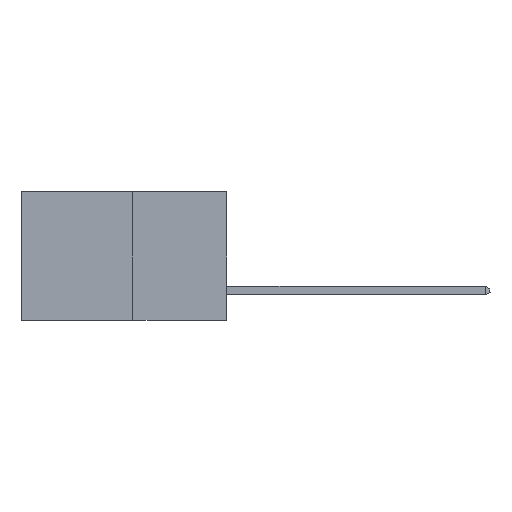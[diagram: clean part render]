
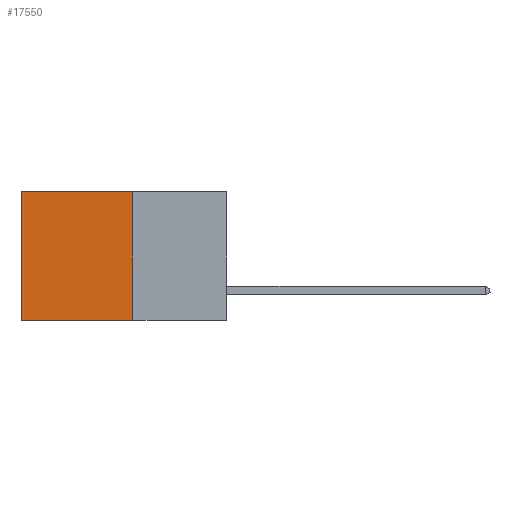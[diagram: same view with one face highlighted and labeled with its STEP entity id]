
A CAD part, left-side view. The second image highlights one B-rep face of the part: STEP entity #17550.
In plain terms, the highlighted planar face has unit normal (-1, 0, 0).
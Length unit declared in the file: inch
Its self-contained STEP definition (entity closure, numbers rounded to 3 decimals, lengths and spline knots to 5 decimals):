
#93 = CARTESIAN_POINT ( 'NONE',  ( 0.277, 0.59, 0. ) ) ;
#1052 = CARTESIAN_POINT ( 'NONE',  ( 0.277, 0.27, -0.37 ) ) ;
#1206 = LINE ( 'NONE', #1052, #15297 ) ;
#1432 = ORIENTED_EDGE ( 'NONE', *, *, #7477, .F. ) ;
#1526 = VERTEX_POINT ( 'NONE', #15190 ) ;
#1557 = VECTOR ( 'NONE', #16392, 39.37008 ) ;
#1598 = VERTEX_POINT ( 'NONE', #10010 ) ;
#1751 = CARTESIAN_POINT ( 'NONE',  ( 0.277, 0.27, -0.37 ) ) ;
#2325 = DIRECTION ( 'NONE',  ( 1., 0., 0. ) ) ;
#3118 = DIRECTION ( 'NONE',  ( 0., 0., -1. ) ) ;
#3583 = CARTESIAN_POINT ( 'NONE',  ( 0.277, 0.27, 0. ) ) ;
#3616 = PLANE ( 'NONE',  #12968 ) ;
#5598 = VERTEX_POINT ( 'NONE', #93 ) ;
#5803 = ORIENTED_EDGE ( 'NONE', *, *, #15073, .T. ) ;
#7061 = ORIENTED_EDGE ( 'NONE', *, *, #8667, .T. ) ;
#7477 = EDGE_CURVE ( 'NONE', #15418, #1598, #7858, .T. ) ;
#7758 = ORIENTED_EDGE ( 'NONE', *, *, #16170, .F. ) ;
#7858 = LINE ( 'NONE', #1751, #14705 ) ;
#8368 = CARTESIAN_POINT ( 'NONE',  ( 0.277, 0.59, -0.37 ) ) ;
#8667 = EDGE_CURVE ( 'NONE', #15418, #5598, #8819, .T. ) ;
#8819 = LINE ( 'NONE', #15033, #1557 ) ;
#9212 = DIRECTION ( 'NONE',  ( 0., 1., 0. ) ) ;
#9738 = DIRECTION ( 'NONE',  ( 0., 0., -1. ) ) ;
#10010 = CARTESIAN_POINT ( 'NONE',  ( 0.277, 0.27, -0.37 ) ) ;
#10494 = CARTESIAN_POINT ( 'NONE',  ( 0.277, 0.27, -0.37 ) ) ;
#11855 = DIRECTION ( 'NONE',  ( 0., 0., -1. ) ) ;
#12866 = EDGE_LOOP ( 'NONE', ( #5803, #7758, #1432, #7061 ) ) ;
#12968 = AXIS2_PLACEMENT_3D ( 'NONE', #10494, #2325, #11855 ) ;
#13407 = VECTOR ( 'NONE', #9738, 39.37008 ) ;
#14705 = VECTOR ( 'NONE', #3118, 39.37008 ) ;
#15033 = CARTESIAN_POINT ( 'NONE',  ( 0.277, 0.27, 0. ) ) ;
#15073 = EDGE_CURVE ( 'NONE', #5598, #1526, #17008, .T. ) ;
#15190 = CARTESIAN_POINT ( 'NONE',  ( 0.277, 0.59, -0.37 ) ) ;
#15297 = VECTOR ( 'NONE', #9212, 39.37008 ) ;
#15418 = VERTEX_POINT ( 'NONE', #3583 ) ;
#16170 = EDGE_CURVE ( 'NONE', #1598, #1526, #1206, .T. ) ;
#16392 = DIRECTION ( 'NONE',  ( 0., 1., 0. ) ) ;
#17008 = LINE ( 'NONE', #8368, #13407 ) ;
#17411 = FACE_OUTER_BOUND ( 'NONE', #12866, .T. ) ;
#17550 = ADVANCED_FACE ( 'NONE', ( #17411 ), #3616, .F. ) ;
